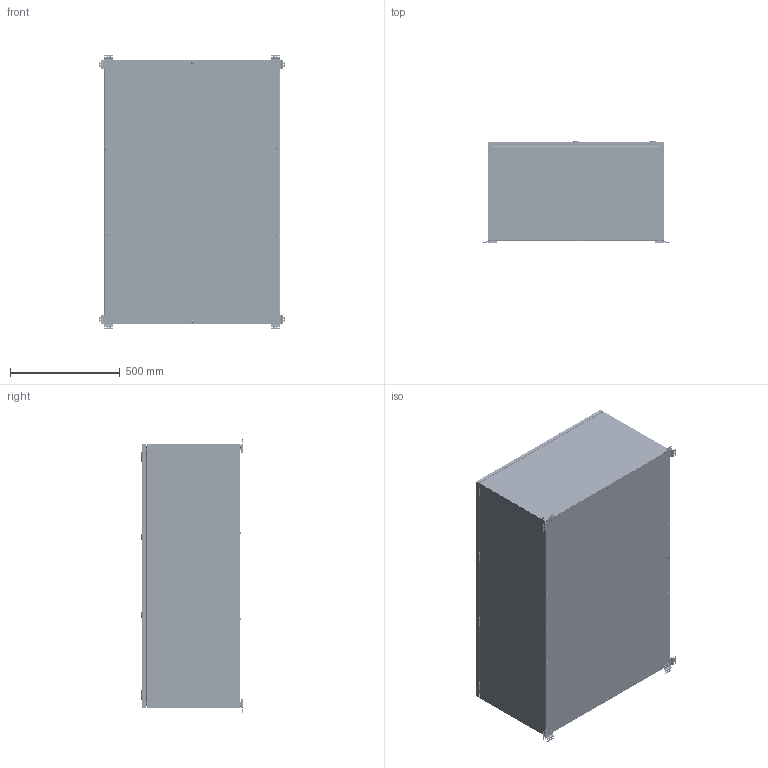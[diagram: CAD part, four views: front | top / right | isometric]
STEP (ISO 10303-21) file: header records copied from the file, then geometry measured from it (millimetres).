
FILE_DESCRIPTION (( 'STEP AP203' ), '1' );
FILE_NAME ('81502211.STEP', '2025-03-25T14:10:20', ( '' ), ( '' ), 'SwSTEP 2.0', 'SolidWorks 2022', '' );
FILE_SCHEMA (( 'CONFIG_CONTROL_DESIGN' ));
Length unit declared in the file: millimetre
Products named in the file (15): hengselbolt; M6x16; popnutM6; 106A115203_Boks; låseskive; hengselboks; popnutM8; lokkhengsel; 106A115203_lokk; Hengsel8150; 106A115203_Bunnplate; Festelabb; 81502211; M8x25; Hurtiglås8150
Assembly tree (50 placements, depth 3):
  81502211
    106A115203_Boks
    106A115203_lokk
    106A115203_Bunnplate
    Hengsel8150  x4
      hengselboks
      lokkhengsel
      hengselbolt
    Hurtiglås8150  x6
    popnutM8
    låseskive  x4
    popnutM6  x10
    M8x25  x10
    M6x16
    Festelabb  x8
Bounding box: 852 x 463.95 x 1252 mm (x, y, z)
Volume: 8968162.4 mm3; surface area: 9522840.3 mm2
Topology: 75 solids, 75 shells, 3580 faces, 9129 edges, 5808 vertices
Faces by surface type: cylinder 1569, plane 1192, bspline 577, cone 132, torus 102, sphere 8
Entity records: 71575 total; most frequent: CARTESIAN_POINT 48807, ORIENTED_EDGE 4444, DIRECTION 3934, EDGE_CURVE 2222, VERTEX_POINT 1396, AXIS2_PLACEMENT_3D 1385, LINE 1164, VECTOR 1164
